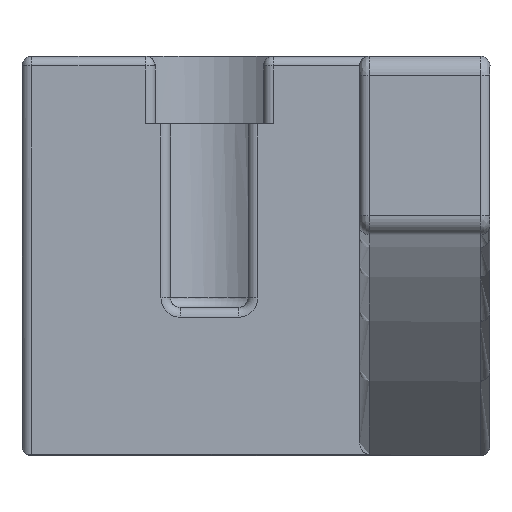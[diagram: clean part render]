
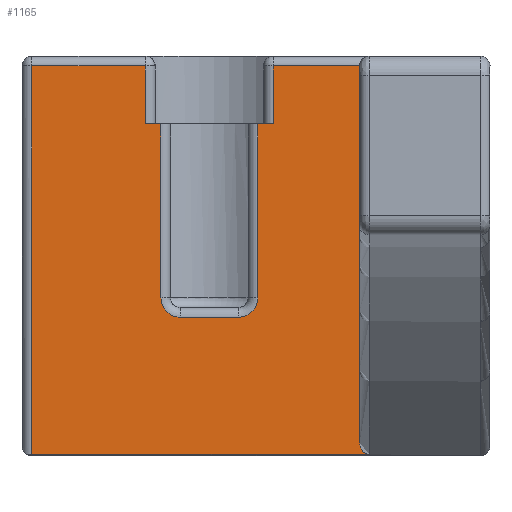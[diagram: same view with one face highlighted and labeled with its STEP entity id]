
A CAD part, front view. The second image highlights one B-rep face of the part: STEP entity #1165.
In plain terms, the highlighted planar face has unit normal (0, -1, 0).
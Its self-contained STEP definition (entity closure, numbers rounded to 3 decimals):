
#38=B_SPLINE_CURVE_WITH_KNOTS('',3,(#1944,#1945,#1946,#1947,#1948,#1949,
#1950,#1951,#1952,#1953),.UNSPECIFIED.,.F.,.F.,(4,2,2,2,4),(-0.161,
-0.143,-0.124,-0.103,-0.08),
 .UNSPECIFIED.);
#129=FACE_OUTER_BOUND('',#207,.T.);
#207=EDGE_LOOP('',(#949,#950,#951,#952,#953,#954,#955,#956,#957,#958,#959,
#960,#961,#962,#963));
#247=LINE('',#1779,#326);
#250=LINE('',#1794,#329);
#268=LINE('',#2002,#347);
#274=LINE('',#2042,#353);
#277=LINE('',#2054,#356);
#280=LINE('',#2060,#359);
#281=LINE('',#2063,#360);
#295=LINE('',#2127,#374);
#296=LINE('',#2131,#375);
#297=LINE('',#2133,#376);
#298=LINE('',#2134,#377);
#299=LINE('',#2135,#378);
#326=VECTOR('',#1385,10.);
#329=VECTOR('',#1398,10.);
#347=VECTOR('',#1506,10.);
#353=VECTOR('',#1536,10.);
#356=VECTOR('',#1553,10.);
#359=VECTOR('',#1562,10.);
#360=VECTOR('',#1565,10.);
#374=VECTOR('',#1605,10.);
#375=VECTOR('',#1610,10.);
#376=VECTOR('',#1611,10.);
#377=VECTOR('',#1612,10.);
#378=VECTOR('',#1613,10.);
#443=CIRCLE('',#1273,1.);
#446=CIRCLE('',#1277,1.);
#488=VERTEX_POINT('',#1768);
#492=VERTEX_POINT('',#1776);
#493=VERTEX_POINT('',#1778);
#500=VERTEX_POINT('',#1792);
#529=VERTEX_POINT('',#1941);
#530=VERTEX_POINT('',#1943);
#536=VERTEX_POINT('',#1998);
#537=VERTEX_POINT('',#2000);
#539=VERTEX_POINT('',#2008);
#540=VERTEX_POINT('',#2012);
#545=VERTEX_POINT('',#2027);
#548=VERTEX_POINT('',#2062);
#565=VERTEX_POINT('',#2126);
#566=VERTEX_POINT('',#2130);
#567=VERTEX_POINT('',#2132);
#595=EDGE_CURVE('',#492,#493,#247,.F.);
#603=EDGE_CURVE('',#500,#488,#250,.F.);
#644=EDGE_CURVE('',#529,#530,#38,.F.);
#656=EDGE_CURVE('',#537,#536,#268,.T.);
#659=EDGE_CURVE('',#536,#539,#443,.T.);
#662=EDGE_CURVE('',#540,#537,#446,.T.);
#670=EDGE_CURVE('',#530,#545,#274,.T.);
#676=EDGE_CURVE('',#493,#540,#277,.T.);
#679=EDGE_CURVE('',#539,#500,#280,.T.);
#680=EDGE_CURVE('',#488,#548,#281,.T.);
#703=EDGE_CURVE('',#548,#565,#295,.T.);
#705=EDGE_CURVE('',#566,#492,#296,.T.);
#706=EDGE_CURVE('',#567,#566,#297,.T.);
#707=EDGE_CURVE('',#545,#567,#298,.T.);
#708=EDGE_CURVE('',#529,#565,#299,.T.);
#949=ORIENTED_EDGE('',*,*,#680,.F.);
#950=ORIENTED_EDGE('',*,*,#603,.F.);
#951=ORIENTED_EDGE('',*,*,#679,.F.);
#952=ORIENTED_EDGE('',*,*,#659,.F.);
#953=ORIENTED_EDGE('',*,*,#656,.F.);
#954=ORIENTED_EDGE('',*,*,#662,.F.);
#955=ORIENTED_EDGE('',*,*,#676,.F.);
#956=ORIENTED_EDGE('',*,*,#595,.F.);
#957=ORIENTED_EDGE('',*,*,#705,.F.);
#958=ORIENTED_EDGE('',*,*,#706,.F.);
#959=ORIENTED_EDGE('',*,*,#707,.F.);
#960=ORIENTED_EDGE('',*,*,#670,.F.);
#961=ORIENTED_EDGE('',*,*,#644,.F.);
#962=ORIENTED_EDGE('',*,*,#708,.T.);
#963=ORIENTED_EDGE('',*,*,#703,.F.);
#1118=PLANE('',#1307);
#1165=ADVANCED_FACE('',(#129),#1118,.T.);
#1273=AXIS2_PLACEMENT_3D('',#2009,#1514,#1515);
#1277=AXIS2_PLACEMENT_3D('',#2014,#1522,#1523);
#1307=AXIS2_PLACEMENT_3D('',#2129,#1608,#1609);
#1385=DIRECTION('',(-1.,0.,0.));
#1398=DIRECTION('',(-1.,0.,0.));
#1506=DIRECTION('',(1.,0.,0.));
#1514=DIRECTION('center_axis',(0.,-1.,0.));
#1515=DIRECTION('ref_axis',(0.707,0.,-0.707));
#1522=DIRECTION('center_axis',(0.,-1.,0.));
#1523=DIRECTION('ref_axis',(-0.707,0.,-0.707));
#1536=DIRECTION('',(-1.,0.,0.));
#1553=DIRECTION('',(0.,0.,-1.));
#1562=DIRECTION('',(0.,0.,1.));
#1565=DIRECTION('',(0.,0.,1.));
#1605=DIRECTION('',(1.,0.,0.));
#1608=DIRECTION('center_axis',(0.,-1.,0.));
#1609=DIRECTION('ref_axis',(0.,0.,-1.));
#1610=DIRECTION('',(0.,0.,-1.));
#1611=DIRECTION('',(1.,0.,0.));
#1612=DIRECTION('',(0.,0.,1.));
#1613=DIRECTION('',(0.,0.,1.));
#1768=CARTESIAN_POINT('',(131.259,137.377,147.183));
#1776=CARTESIAN_POINT('',(124.654,137.377,147.183));
#1778=CARTESIAN_POINT('',(125.454,137.377,147.183));
#1779=CARTESIAN_POINT('',(129.133,137.377,147.183));
#1792=CARTESIAN_POINT('',(130.459,137.377,147.183));
#1794=CARTESIAN_POINT('',(129.133,137.377,147.183));
#1941=CARTESIAN_POINT('',(135.734,137.377,130.681));
#1943=CARTESIAN_POINT('',(136.234,137.377,130.095));
#1944=CARTESIAN_POINT('Ctrl Pts',(136.234,137.377,130.095));
#1945=CARTESIAN_POINT('Ctrl Pts',(136.175,137.377,130.095));
#1946=CARTESIAN_POINT('Ctrl Pts',(136.107,137.377,130.11));
#1947=CARTESIAN_POINT('Ctrl Pts',(135.995,137.377,130.161));
#1948=CARTESIAN_POINT('Ctrl Pts',(135.934,137.377,130.207));
#1949=CARTESIAN_POINT('Ctrl Pts',(135.844,137.377,130.306));
#1950=CARTESIAN_POINT('Ctrl Pts',(135.801,137.377,130.379));
#1951=CARTESIAN_POINT('Ctrl Pts',(135.75,137.377,130.515));
#1952=CARTESIAN_POINT('Ctrl Pts',(135.734,137.377,130.605));
#1953=CARTESIAN_POINT('Ctrl Pts',(135.734,137.377,130.681));
#1998=CARTESIAN_POINT('',(129.459,137.377,137.183));
#2000=CARTESIAN_POINT('',(126.454,137.377,137.183));
#2002=CARTESIAN_POINT('',(128.713,137.377,137.183));
#2008=CARTESIAN_POINT('',(130.459,137.377,138.183));
#2009=CARTESIAN_POINT('Origin',(129.459,137.377,138.183));
#2012=CARTESIAN_POINT('',(125.454,137.377,138.183));
#2014=CARTESIAN_POINT('Origin',(126.454,137.377,138.183));
#2027=CARTESIAN_POINT('',(118.766,137.377,130.095));
#2042=CARTESIAN_POINT('',(142.479,137.377,130.095));
#2054=CARTESIAN_POINT('',(125.454,137.377,143.016));
#2060=CARTESIAN_POINT('',(130.459,137.377,143.016));
#2062=CARTESIAN_POINT('',(131.259,137.377,150.183));
#2063=CARTESIAN_POINT('',(131.259,137.377,143.016));
#2126=CARTESIAN_POINT('',(135.734,137.377,150.183));
#2127=CARTESIAN_POINT('',(134.458,137.377,150.183));
#2129=CARTESIAN_POINT('Origin',(130.369,137.377,140.35));
#2130=CARTESIAN_POINT('',(124.654,137.377,150.183));
#2131=CARTESIAN_POINT('',(124.654,137.377,143.016));
#2132=CARTESIAN_POINT('',(118.766,137.377,150.183));
#2133=CARTESIAN_POINT('',(134.458,137.377,150.183));
#2134=CARTESIAN_POINT('',(118.766,137.377,143.016));
#2135=CARTESIAN_POINT('',(135.734,137.377,138.852));
